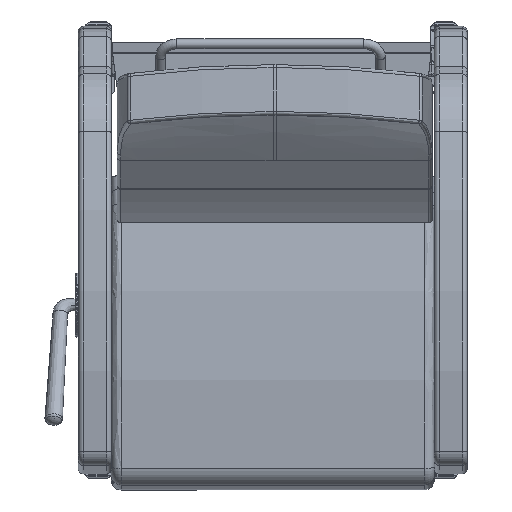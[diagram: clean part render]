
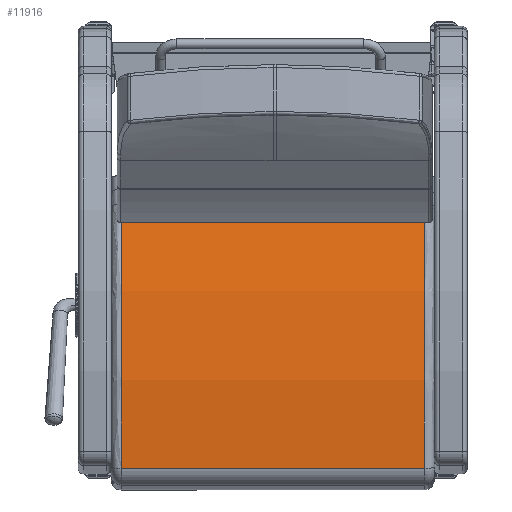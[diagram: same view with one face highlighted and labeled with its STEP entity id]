
A CAD part, front view. The second image highlights one B-rep face of the part: STEP entity #11916.
In plain terms, the highlighted free-form (B-spline) face has degree [1, 2] with [2, 3] control points.
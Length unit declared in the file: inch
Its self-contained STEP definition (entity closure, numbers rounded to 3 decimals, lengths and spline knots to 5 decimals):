
#406=(
BOUNDED_SURFACE()
B_SPLINE_SURFACE(1,2,((#34458,#34459,#34460),(#34461,#34462,#34463)),
 .UNSPECIFIED.,.F.,.F.,.F.)
B_SPLINE_SURFACE_WITH_KNOTS((2,2),(3,3),(-0.19254,0.19254),
(1.36178,1.69928),.UNSPECIFIED.)
GEOMETRIC_REPRESENTATION_ITEM()
RATIONAL_B_SPLINE_SURFACE(((1.,0.986,1.),(1.,0.986,
1.)))
REPRESENTATION_ITEM('')
SURFACE()
);
#796=ELLIPSE('',#13684,60.05357,60.);
#806=ELLIPSE('',#13712,60.05357,60.);
#1927=LINE('',#34456,#2650);
#1928=LINE('',#34465,#2651);
#2650=VECTOR('',#17477,0.3937);
#2651=VECTOR('',#17480,0.3937);
#3408=FACE_OUTER_BOUND('',#4267,.T.);
#4267=EDGE_LOOP('',(#11046,#11047,#11048,#11049));
#6161=VERTEX_POINT('',#34248);
#6162=VERTEX_POINT('',#34249);
#6187=VERTEX_POINT('',#34455);
#6188=VERTEX_POINT('',#34464);
#7775=EDGE_CURVE('',#6161,#6162,#796,.T.);
#7813=EDGE_CURVE('',#6162,#6187,#1927,.T.);
#7815=EDGE_CURVE('',#6161,#6188,#1928,.T.);
#7816=EDGE_CURVE('',#6187,#6188,#806,.T.);
#11046=ORIENTED_EDGE('',*,*,#7775,.F.);
#11047=ORIENTED_EDGE('',*,*,#7815,.T.);
#11048=ORIENTED_EDGE('',*,*,#7816,.F.);
#11049=ORIENTED_EDGE('',*,*,#7813,.F.);
#11916=ADVANCED_FACE('',(#3408),#406,.F.);
#13684=AXIS2_PLACEMENT_3D('',#34250,#17409,#17410);
#13712=AXIS2_PLACEMENT_3D('',#34466,#17481,#17482);
#17409=DIRECTION('center_axis',(0.,0.,-1.));
#17410=DIRECTION('ref_axis',(1.,0.,0.));
#17477=DIRECTION('',(0.,0.,1.));
#17480=DIRECTION('',(0.,0.,1.));
#17481=DIRECTION('center_axis',(0.,0.,1.));
#17482=DIRECTION('ref_axis',(1.,0.,0.));
#34248=CARTESIAN_POINT('',(-10.04459,1.25621,-11.5625));
#34249=CARTESIAN_POINT('',(10.1114,0.44486,-11.5625));
#34250=CARTESIAN_POINT('Origin',(-2.34979,-58.24922,-11.5625));
#34455=CARTESIAN_POINT('',(10.1114,0.44486,11.5625));
#34456=CARTESIAN_POINT('',(10.1114,0.44486,0.));
#34458=CARTESIAN_POINT('Ctrl Pts',(10.1114,0.44486,-11.5625));
#34459=CARTESIAN_POINT('Ctrl Pts',(0.10258,2.56602,-11.5625));
#34460=CARTESIAN_POINT('Ctrl Pts',(-10.04459,1.25621,-11.5625));
#34461=CARTESIAN_POINT('Ctrl Pts',(10.1114,0.44486,11.5625));
#34462=CARTESIAN_POINT('Ctrl Pts',(0.10258,2.56602,11.5625));
#34463=CARTESIAN_POINT('Ctrl Pts',(-10.04459,1.25621,11.5625));
#34464=CARTESIAN_POINT('',(-10.04459,1.25621,11.5625));
#34465=CARTESIAN_POINT('',(-10.04459,1.25621,0.));
#34466=CARTESIAN_POINT('Origin',(-2.34979,-58.24922,11.5625));
